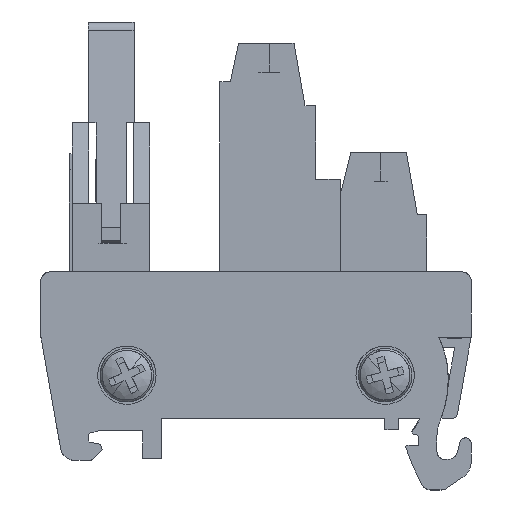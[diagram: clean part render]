
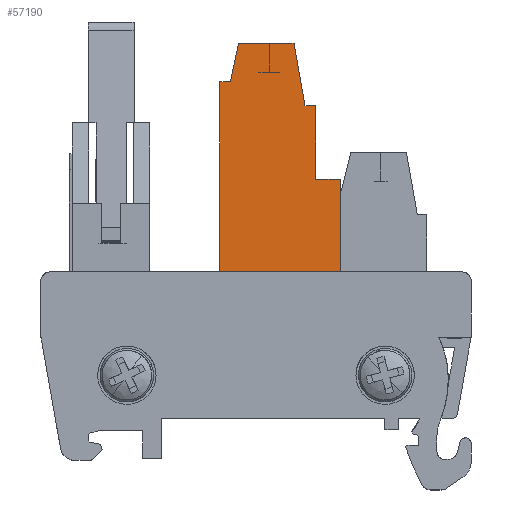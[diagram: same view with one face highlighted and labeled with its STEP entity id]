
A CAD part, left-side view. The second image highlights one B-rep face of the part: STEP entity #57190.
In plain terms, the highlighted planar face has unit normal (-1, 0, 0).
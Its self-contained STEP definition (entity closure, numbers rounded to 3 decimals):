
#57106=AXIS2_PLACEMENT_3D('Plane Axis2P3D',#57103,#57104,#57105) ;
#57103=CARTESIAN_POINT('Axis2P3D Location',(6.869,4.677,17.975)) ;
#57108=CARTESIAN_POINT('Line Origine',(6.869,14.977,32.475)) ;
#57112=CARTESIAN_POINT('Vertex',(6.869,13.677,32.475)) ;
#57114=CARTESIAN_POINT('Vertex',(6.869,16.277,32.475)) ;
#57117=CARTESIAN_POINT('Line Origine',(6.869,16.277,36.325)) ;
#57121=CARTESIAN_POINT('Vertex',(6.869,16.277,40.175)) ;
#57124=CARTESIAN_POINT('Line Origine',(6.869,16.829,40.175)) ;
#57128=CARTESIAN_POINT('Vertex',(6.869,17.381,40.175)) ;
#57131=CARTESIAN_POINT('Line Origine',(6.869,17.954,43.425)) ;
#57135=CARTESIAN_POINT('Vertex',(6.869,18.527,46.675)) ;
#57138=CARTESIAN_POINT('Line Origine',(6.869,21.427,46.675)) ;
#57142=CARTESIAN_POINT('Vertex',(6.869,24.327,46.675)) ;
#57145=CARTESIAN_POINT('Line Origine',(6.869,24.752,44.675)) ;
#57149=CARTESIAN_POINT('Vertex',(6.869,25.177,42.675)) ;
#57152=CARTESIAN_POINT('Line Origine',(6.869,25.727,42.675)) ;
#57156=CARTESIAN_POINT('Vertex',(6.869,26.277,42.675)) ;
#57159=CARTESIAN_POINT('Line Origine',(6.869,26.277,32.075)) ;
#57163=CARTESIAN_POINT('Vertex',(6.869,26.277,21.475)) ;
#57166=CARTESIAN_POINT('Line Origine',(6.869,19.977,21.475)) ;
#57170=CARTESIAN_POINT('Vertex',(6.869,13.677,21.475)) ;
#57173=CARTESIAN_POINT('Line Origine',(6.869,13.677,26.975)) ;
#57104=DIRECTION('Axis2P3D Direction',(-1.,0.,0.)) ;
#57105=DIRECTION('Axis2P3D XDirection',(0.,0.,1.)) ;
#57109=DIRECTION('Vector Direction',(0.,1.,0.)) ;
#57118=DIRECTION('Vector Direction',(0.,0.,1.)) ;
#57125=DIRECTION('Vector Direction',(0.,-1.,0.)) ;
#57132=DIRECTION('Vector Direction',(0.,0.174,0.985)) ;
#57139=DIRECTION('Vector Direction',(0.,1.,0.)) ;
#57146=DIRECTION('Vector Direction',(0.,0.208,-0.978)) ;
#57153=DIRECTION('Vector Direction',(0.,1.,0.)) ;
#57160=DIRECTION('Vector Direction',(0.,0.,1.)) ;
#57167=DIRECTION('Vector Direction',(0.,1.,0.)) ;
#57174=DIRECTION('Vector Direction',(0.,0.,1.)) ;
#57110=VECTOR('Line Direction',#57109,1.) ;
#57119=VECTOR('Line Direction',#57118,1.) ;
#57126=VECTOR('Line Direction',#57125,1.) ;
#57133=VECTOR('Line Direction',#57132,1.) ;
#57140=VECTOR('Line Direction',#57139,1.) ;
#57147=VECTOR('Line Direction',#57146,1.) ;
#57154=VECTOR('Line Direction',#57153,1.) ;
#57161=VECTOR('Line Direction',#57160,1.) ;
#57168=VECTOR('Line Direction',#57167,1.) ;
#57175=VECTOR('Line Direction',#57174,1.) ;
#57179=ORIENTED_EDGE('',*,*,#57116,.T.) ;
#57180=ORIENTED_EDGE('',*,*,#57123,.T.) ;
#57181=ORIENTED_EDGE('',*,*,#57130,.F.) ;
#57182=ORIENTED_EDGE('',*,*,#57137,.T.) ;
#57183=ORIENTED_EDGE('',*,*,#57144,.T.) ;
#57184=ORIENTED_EDGE('',*,*,#57151,.T.) ;
#57185=ORIENTED_EDGE('',*,*,#57158,.T.) ;
#57186=ORIENTED_EDGE('',*,*,#57165,.F.) ;
#57187=ORIENTED_EDGE('',*,*,#57172,.F.) ;
#57188=ORIENTED_EDGE('',*,*,#57177,.T.) ;
#57190=ADVANCED_FACE('NONE',(#57189),#57107,.T.) ;
#57116=EDGE_CURVE('',#57113,#57115,#57111,.T.) ;
#57123=EDGE_CURVE('',#57115,#57122,#57120,.T.) ;
#57130=EDGE_CURVE('',#57129,#57122,#57127,.T.) ;
#57137=EDGE_CURVE('',#57129,#57136,#57134,.T.) ;
#57144=EDGE_CURVE('',#57136,#57143,#57141,.T.) ;
#57151=EDGE_CURVE('',#57143,#57150,#57148,.T.) ;
#57158=EDGE_CURVE('',#57150,#57157,#57155,.T.) ;
#57165=EDGE_CURVE('',#57164,#57157,#57162,.T.) ;
#57172=EDGE_CURVE('',#57171,#57164,#57169,.T.) ;
#57177=EDGE_CURVE('',#57171,#57113,#57176,.T.) ;
#57178=EDGE_LOOP('',(#57179,#57180,#57181,#57182,#57183,#57184,#57185,#57186,#57187,#57188)) ;
#57189=FACE_OUTER_BOUND('',#57178,.T.) ;
#57111=LINE('Line',#57108,#57110) ;
#57120=LINE('Line',#57117,#57119) ;
#57127=LINE('Line',#57124,#57126) ;
#57134=LINE('Line',#57131,#57133) ;
#57141=LINE('Line',#57138,#57140) ;
#57148=LINE('Line',#57145,#57147) ;
#57155=LINE('Line',#57152,#57154) ;
#57162=LINE('Line',#57159,#57161) ;
#57169=LINE('Line',#57166,#57168) ;
#57176=LINE('Line',#57173,#57175) ;
#57107=PLANE('',#57106) ;
#57113=VERTEX_POINT('',#57112) ;
#57115=VERTEX_POINT('',#57114) ;
#57122=VERTEX_POINT('',#57121) ;
#57129=VERTEX_POINT('',#57128) ;
#57136=VERTEX_POINT('',#57135) ;
#57143=VERTEX_POINT('',#57142) ;
#57150=VERTEX_POINT('',#57149) ;
#57157=VERTEX_POINT('',#57156) ;
#57164=VERTEX_POINT('',#57163) ;
#57171=VERTEX_POINT('',#57170) ;
